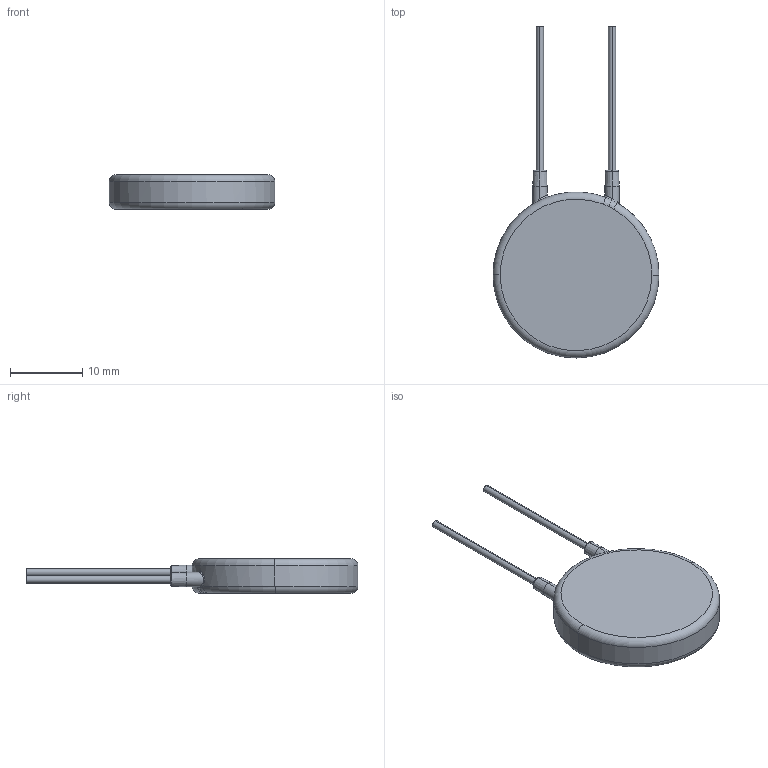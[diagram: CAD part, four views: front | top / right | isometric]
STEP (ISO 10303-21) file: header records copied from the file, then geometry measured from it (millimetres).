
FILE_DESCRIPTION(('STEP AP214'),'1');
FILE_NAME('mov-20d680k.stp','2025-04-07T09:52:41',('TraceParts'),('TraceParts S.A.'),'Spatial InterOp 3D',' ',' ');
FILE_SCHEMA(('AUTOMOTIVE_DESIGN { 1 0 10303 214 1 1 1 1 }'));
Length unit declared in the file: millimetre
Products named in the file (1): mov-20d680k
Bounding box: 23 x 46 x 4.8 mm (x, y, z)
Volume: 2020.5 mm3; surface area: 1288.3 mm2
Topology: 1 solids, 1 shells, 42 faces, 96 edges, 58 vertices
Faces by surface type: torus 14, cylinder 10, bspline 8, plane 6, cone 4
Entity records: 1857 total; most frequent: CARTESIAN_POINT 901, DIRECTION 216, ORIENTED_EDGE 192, AXIS2_PLACEMENT_3D 101, EDGE_CURVE 96, CIRCLE 66, VERTEX_POINT 58, EDGE_LOOP 44
